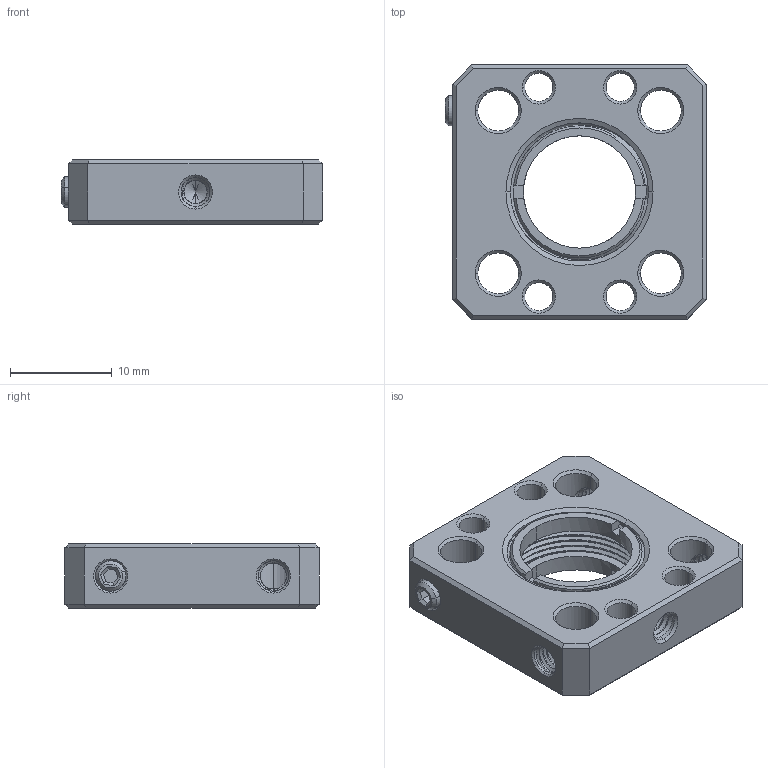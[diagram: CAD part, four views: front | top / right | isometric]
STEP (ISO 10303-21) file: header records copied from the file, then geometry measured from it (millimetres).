
FILE_DESCRIPTION((''),'2;1');
FILE_NAME('CSJ-05B_ASM','2023-05-13T17:19:40',('R&D'),(''),'CREO PARAMETRIC BY PTC INC, 2021063','CREO PARAMETRIC BY PTC INC, 2021063','');
FILE_SCHEMA(('CONFIG_CONTROL_DESIGN'));
Length unit declared in the file: millimetre
Products named in the file (4): CSJ-05B-A1; M3X3_HS; CSJ-05B-CSK05; CSJ-05B_ASM
Assembly tree (4 placements, depth 2):
  CSJ-05B_ASM
    CSJ-05B-A1
    M3X3_HS
    CSJ-05B-CSK05  x2
Bounding box: 25.68 x 24.99 x 6.35 mm (x, y, z)
Volume: 2543.8 mm3; surface area: 2823.7 mm2
Topology: 4 solids, 4 shells, 313 faces, 837 edges, 527 vertices
Faces by surface type: cylinder 119, bspline 65, plane 65, cone 64
Entity records: 16585 total; most frequent: CARTESIAN_POINT 10117, ORIENTED_EDGE 1494, DIRECTION 1046, EDGE_CURVE 747, VERTEX_POINT 471, AXIS2_PLACEMENT_3D 367, VECTOR 312, LINE 312
